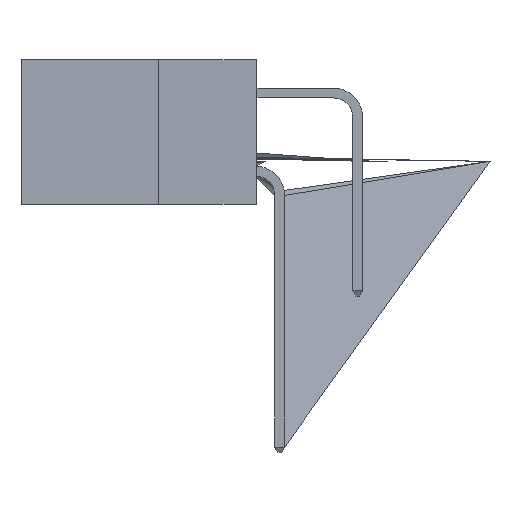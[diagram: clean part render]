
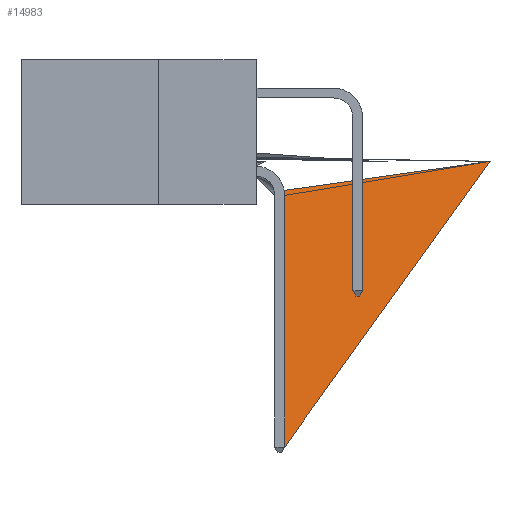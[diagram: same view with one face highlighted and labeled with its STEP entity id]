
A CAD part, left-side view. The second image highlights one B-rep face of the part: STEP entity #14983.
In plain terms, the highlighted face is planar.
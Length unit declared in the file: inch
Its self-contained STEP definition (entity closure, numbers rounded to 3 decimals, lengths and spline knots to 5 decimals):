
#307 = CARTESIAN_POINT ( 'NONE',  ( 0.70571, -0.682, -0.0125 ) ) ;
#1211 = CARTESIAN_POINT ( 'NONE',  ( 0.65571, 0.0125, -0.0125 ) ) ;
#1401 = VECTOR ( 'NONE', #2165, 39.37008 ) ;
#1585 = AXIS2_PLACEMENT_3D ( 'NONE', #20729, #11821, #23398 ) ;
#1833 = VERTEX_POINT ( 'NONE', #24950 ) ;
#2108 = LINE ( 'NONE', #3895, #3373 ) ;
#2165 = DIRECTION ( 'NONE',  ( 1., 0., 0. ) ) ;
#2166 = LINE ( 'NONE', #4548, #21052 ) ;
#3373 = VECTOR ( 'NONE', #17414, 39.37008 ) ;
#3452 = VECTOR ( 'NONE', #19519, 39.37008 ) ;
#3895 = CARTESIAN_POINT ( 'NONE',  ( 1.257, 0.05, -0.2115 ) ) ;
#4211 = CARTESIAN_POINT ( 'NONE',  ( 0.73071, -0.0375, -0.0125 ) ) ;
#4460 = VERTEX_POINT ( 'NONE', #10311 ) ;
#4548 = CARTESIAN_POINT ( 'NONE',  ( 0.70571, -0.682, -0.0125 ) ) ;
#5451 = CARTESIAN_POINT ( 'NONE',  ( 1.257, 0.05, -0.2725 ) ) ;
#5587 = ORIENTED_EDGE ( 'NONE', *, *, #8107, .F. ) ;
#5771 = ORIENTED_EDGE ( 'NONE', *, *, #13920, .T. ) ;
#6066 = ORIENTED_EDGE ( 'NONE', *, *, #10074, .F. ) ;
#7081 = PLANE ( 'NONE',  #1585 ) ;
#7257 = AXIS2_PLACEMENT_3D ( 'NONE', #12932, #15582, #11156 ) ;
#7393 = VECTOR ( 'NONE', #16046, 39.37008 ) ;
#7996 = CARTESIAN_POINT ( 'NONE',  ( 1.257, 0.05, -0.2975 ) ) ;
#8107 = EDGE_CURVE ( 'NONE', #1833, #27156, #13606, .T. ) ;
#9162 = CARTESIAN_POINT ( 'NONE',  ( 0.58021, 0.0125, -0.0125 ) ) ;
#9547 = EDGE_CURVE ( 'NONE', #22957, #27682, #2108, .T. ) ;
#9764 = ORIENTED_EDGE ( 'NONE', *, *, #14900, .T. ) ;
#10074 = EDGE_CURVE ( 'NONE', #21666, #4460, #13067, .T. ) ;
#10311 = CARTESIAN_POINT ( 'NONE',  ( 0.61115, 0.0375, -0.0125 ) ) ;
#10525 = ORIENTED_EDGE ( 'NONE', *, *, #9547, .F. ) ;
#10902 = LINE ( 'NONE', #4211, #13762 ) ;
#11057 = DIRECTION ( 'NONE',  ( 0., 1., 0. ) ) ;
#11156 = DIRECTION ( 'NONE',  ( -1., 0., 0. ) ) ;
#11394 = EDGE_CURVE ( 'NONE', #28224, #21666, #27652, .T. ) ;
#11502 = CARTESIAN_POINT ( 'NONE',  ( 0.73071, -0.682, -0.0125 ) ) ;
#11821 = DIRECTION ( 'NONE',  ( 0., 0., -1. ) ) ;
#12513 = EDGE_LOOP ( 'NONE', ( #18842, #9764, #28527, #10525, #5587, #5771, #6066, #12701 ) ) ;
#12701 = ORIENTED_EDGE ( 'NONE', *, *, #11394, .F. ) ;
#12932 = CARTESIAN_POINT ( 'NONE',  ( 0.65571, -0.0375, -0.0125 ) ) ;
#13067 = LINE ( 'NONE', #26314, #15232 ) ;
#13606 = LINE ( 'NONE', #9162, #1401 ) ;
#13762 = VECTOR ( 'NONE', #11057, 39.37008 ) ;
#13920 = EDGE_CURVE ( 'NONE', #1833, #4460, #28006, .T. ) ;
#14315 = FACE_OUTER_BOUND ( 'NONE', #12513, .T. ) ;
#14900 = EDGE_CURVE ( 'NONE', #24938, #28874, #2166, .T. ) ;
#14983 = ADVANCED_FACE ( 'NONE', ( #14315 ), #7081, .T. ) ;
#15232 = VECTOR ( 'NONE', #22422, 39.37008 ) ;
#15582 = DIRECTION ( 'NONE',  ( 0., 0., 1. ) ) ;
#16046 = DIRECTION ( 'NONE',  ( 0., -1., 0. ) ) ;
#17134 = EDGE_CURVE ( 'NONE', #26704, #28874, #18446, .T. ) ;
#17414 = DIRECTION ( 'NONE',  ( 0., 0., -1. ) ) ;
#17770 = DIRECTION ( 'NONE',  ( -1., 0., 0. ) ) ;
#18446 = LINE ( 'NONE', #23038, #7393 ) ;
#18842 = ORIENTED_EDGE ( 'NONE', *, *, #26761, .F. ) ;
#19519 = DIRECTION ( 'NONE',  ( 0., 1., 0. ) ) ;
#20171 = CARTESIAN_POINT ( 'NONE',  ( 0.65571, 0.0375, -0.0125 ) ) ;
#20729 = CARTESIAN_POINT ( 'NONE',  ( 0.65571, -0.0375, -0.0125 ) ) ;
#21052 = VECTOR ( 'NONE', #17770, 39.37008 ) ;
#21666 = VERTEX_POINT ( 'NONE', #20171 ) ;
#21747 = CARTESIAN_POINT ( 'NONE',  ( 0.70571, -0.0375, -0.0125 ) ) ;
#22035 = CARTESIAN_POINT ( 'NONE',  ( 0.73071, -0.0375, -0.0125 ) ) ;
#22422 = DIRECTION ( 'NONE',  ( -1., 0., 0. ) ) ;
#22957 = VERTEX_POINT ( 'NONE', #5451 ) ;
#23038 = CARTESIAN_POINT ( 'NONE',  ( 0.70571, -0.0375, -0.0125 ) ) ;
#23398 = DIRECTION ( 'NONE',  ( -1., 0., 0. ) ) ;
#24938 = VERTEX_POINT ( 'NONE', #11502 ) ;
#24950 = CARTESIAN_POINT ( 'NONE',  ( 0.61115, 0.0125, -0.0125 ) ) ;
#26314 = CARTESIAN_POINT ( 'NONE',  ( 0.58021, 0.0375, -0.0125 ) ) ;
#26704 = VERTEX_POINT ( 'NONE', #21747 ) ;
#26761 = EDGE_CURVE ( 'NONE', #24938, #28224, #10902, .T. ) ;
#27156 = VERTEX_POINT ( 'NONE', #1211 ) ;
#27652 = CIRCLE ( 'NONE', #7257, 0.075 ) ;
#27682 = VERTEX_POINT ( 'NONE', #7996 ) ;
#28006 = LINE ( 'NONE', #28159, #3452 ) ;
#28159 = CARTESIAN_POINT ( 'NONE',  ( 0.61115, 0.0375, -0.0125 ) ) ;
#28224 = VERTEX_POINT ( 'NONE', #22035 ) ;
#28527 = ORIENTED_EDGE ( 'NONE', *, *, #17134, .F. ) ;
#28874 = VERTEX_POINT ( 'NONE', #307 ) ;
